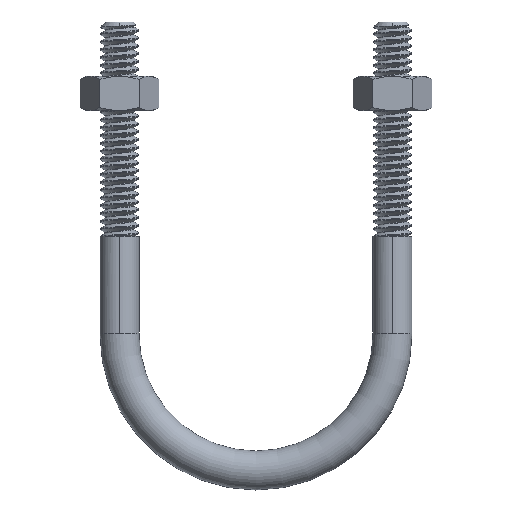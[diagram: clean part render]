
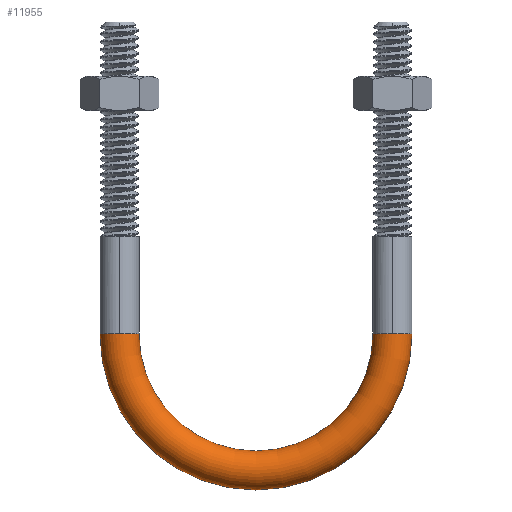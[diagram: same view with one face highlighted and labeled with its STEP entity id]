
A CAD part, top view. The second image highlights one B-rep face of the part: STEP entity #11955.
In plain terms, the highlighted toroidal (fillet/blend) face has major radius 22.225 mm and minor radius 3.175 mm.
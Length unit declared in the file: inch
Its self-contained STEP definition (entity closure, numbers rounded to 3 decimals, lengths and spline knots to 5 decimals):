
#41 = CARTESIAN_POINT ( 'NONE',  ( -0.875, 0., 0. ) ) ;
#800 = DIRECTION ( 'NONE',  ( 0., 0., 1. ) ) ;
#840 = VERTEX_POINT ( 'NONE', #5802 ) ;
#1108 = DIRECTION ( 'NONE',  ( 0., 1., 0. ) ) ;
#1366 = EDGE_CURVE ( 'NONE', #4406, #14052, #13276, .T. ) ;
#1683 = DIRECTION ( 'NONE',  ( 0., 0., 1. ) ) ;
#1724 = EDGE_CURVE ( 'NONE', #14234, #840, #9152, .T. ) ;
#1747 = AXIS2_PLACEMENT_3D ( 'NONE', #13939, #10657, #7475 ) ;
#2248 = AXIS2_PLACEMENT_3D ( 'NONE', #6421, #800, #13998 ) ;
#2302 = CARTESIAN_POINT ( 'NONE',  ( 1., 0., 0. ) ) ;
#2602 = ORIENTED_EDGE ( 'NONE', *, *, #8748, .F. ) ;
#2732 = EDGE_LOOP ( 'NONE', ( #2602, #3158, #7873, #10438, #9324, #10640 ) ) ;
#2876 = CIRCLE ( 'NONE', #8109, 0.125 ) ;
#2947 = CARTESIAN_POINT ( 'NONE',  ( 0., 0., 0. ) ) ;
#3158 = ORIENTED_EDGE ( 'NONE', *, *, #6821, .T. ) ;
#3674 = CARTESIAN_POINT ( 'NONE',  ( 0.875, 0., 0. ) ) ;
#3906 = DIRECTION ( 'NONE',  ( 0., -1., 0. ) ) ;
#3931 = EDGE_CURVE ( 'NONE', #8741, #14234, #10790, .T. ) ;
#4346 = DIRECTION ( 'NONE',  ( 0., 0., 1. ) ) ;
#4406 = VERTEX_POINT ( 'NONE', #2302 ) ;
#4572 = EDGE_CURVE ( 'NONE', #14052, #840, #5958, .T. ) ;
#5609 = CARTESIAN_POINT ( 'NONE',  ( -0.75, 0., 0. ) ) ;
#5771 = AXIS2_PLACEMENT_3D ( 'NONE', #10567, #13990, #8499 ) ;
#5802 = CARTESIAN_POINT ( 'NONE',  ( 0.75, 0., 0. ) ) ;
#5806 = TOROIDAL_SURFACE ( 'NONE', #2248, 0.875, 0.125 ) ;
#5958 = CIRCLE ( 'NONE', #11597, 0.125 ) ;
#6421 = CARTESIAN_POINT ( 'NONE',  ( 0., 0., 0. ) ) ;
#6802 = VERTEX_POINT ( 'NONE', #11627 ) ;
#6821 = EDGE_CURVE ( 'NONE', #6802, #4406, #13081, .T. ) ;
#7475 = DIRECTION ( 'NONE',  ( 0., 0., 1. ) ) ;
#7605 = CARTESIAN_POINT ( 'NONE',  ( -0.875, 0., 0.125 ) ) ;
#7873 = ORIENTED_EDGE ( 'NONE', *, *, #1366, .T. ) ;
#8109 = AXIS2_PLACEMENT_3D ( 'NONE', #41, #1108, #4346 ) ;
#8499 = DIRECTION ( 'NONE',  ( 1., 0., 0. ) ) ;
#8741 = VERTEX_POINT ( 'NONE', #7605 ) ;
#8748 = EDGE_CURVE ( 'NONE', #6802, #8741, #2876, .T. ) ;
#9152 = CIRCLE ( 'NONE', #13268, 0.75 ) ;
#9324 = ORIENTED_EDGE ( 'NONE', *, *, #1724, .F. ) ;
#10135 = FACE_OUTER_BOUND ( 'NONE', #2732, .T. ) ;
#10438 = ORIENTED_EDGE ( 'NONE', *, *, #4572, .T. ) ;
#10446 = CARTESIAN_POINT ( 'NONE',  ( 0.875, 0., 0. ) ) ;
#10567 = CARTESIAN_POINT ( 'NONE',  ( 0., 0., 0. ) ) ;
#10640 = ORIENTED_EDGE ( 'NONE', *, *, #3931, .F. ) ;
#10657 = DIRECTION ( 'NONE',  ( 0., 1., 0. ) ) ;
#10790 = CIRCLE ( 'NONE', #1747, 0.125 ) ;
#11061 = AXIS2_PLACEMENT_3D ( 'NONE', #10446, #3906, #1683 ) ;
#11381 = DIRECTION ( 'NONE',  ( 0., -1., 0. ) ) ;
#11597 = AXIS2_PLACEMENT_3D ( 'NONE', #3674, #11381, #12421 ) ;
#11627 = CARTESIAN_POINT ( 'NONE',  ( -1., 0., 0. ) ) ;
#11955 = ADVANCED_FACE ( 'NONE', ( #10135 ), #5806, .T. ) ;
#12421 = DIRECTION ( 'NONE',  ( 0., 0., 1. ) ) ;
#13081 = CIRCLE ( 'NONE', #5771, 1. ) ;
#13132 = DIRECTION ( 'NONE',  ( 1., 0., 0. ) ) ;
#13268 = AXIS2_PLACEMENT_3D ( 'NONE', #2947, #14199, #13132 ) ;
#13276 = CIRCLE ( 'NONE', #11061, 0.125 ) ;
#13939 = CARTESIAN_POINT ( 'NONE',  ( -0.875, 0., 0. ) ) ;
#13990 = DIRECTION ( 'NONE',  ( 0., 0., 1. ) ) ;
#13998 = DIRECTION ( 'NONE',  ( 1., 0., 0. ) ) ;
#14052 = VERTEX_POINT ( 'NONE', #14156 ) ;
#14156 = CARTESIAN_POINT ( 'NONE',  ( 0.875, 0., 0.125 ) ) ;
#14199 = DIRECTION ( 'NONE',  ( 0., 0., 1. ) ) ;
#14234 = VERTEX_POINT ( 'NONE', #5609 ) ;
